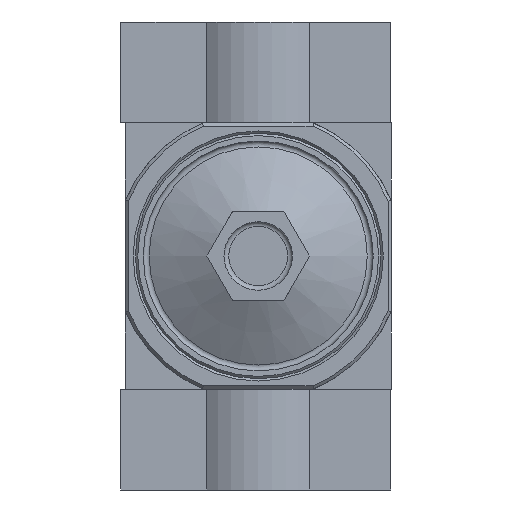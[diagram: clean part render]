
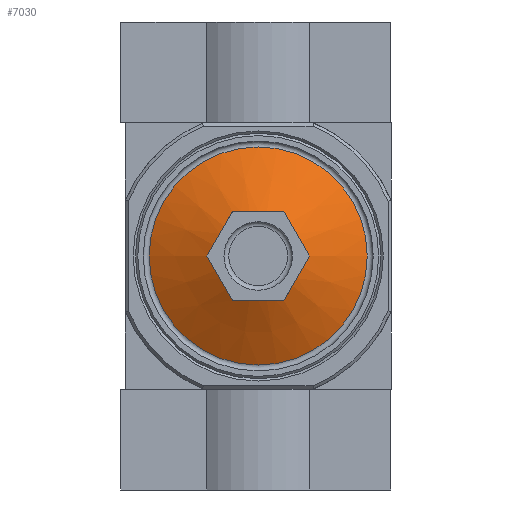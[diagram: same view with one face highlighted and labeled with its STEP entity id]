
A CAD part, front view. The second image highlights one B-rep face of the part: STEP entity #7030.
In plain terms, the highlighted conical face has half-angle 62 degrees and reference radius 27.03 mm.
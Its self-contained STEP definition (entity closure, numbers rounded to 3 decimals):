
#122=CONICAL_SURFACE('',#7518,27.031,1.082);
#252=B_SPLINE_CURVE_WITH_KNOTS('',3,(#10619,#10620,#10621,#10622,#10623,
#10624),.UNSPECIFIED.,.F.,.F.,(4,1,1,4),(0.,0.006,
0.01,0.013),.UNSPECIFIED.);
#253=B_SPLINE_CURVE_WITH_KNOTS('',3,(#10627,#10628,#10629,#10630,#10631,
#10632),.UNSPECIFIED.,.F.,.F.,(4,1,1,4),(0.016,0.023,
0.026,0.029),.UNSPECIFIED.);
#254=B_SPLINE_CURVE_WITH_KNOTS('',3,(#10634,#10635,#10636,#10637,#10638,
#10639),.UNSPECIFIED.,.F.,.F.,(4,1,1,4),(0.,0.006,
0.01,0.013),.UNSPECIFIED.);
#255=B_SPLINE_CURVE_WITH_KNOTS('',3,(#10641,#10642,#10643,#10644,#10645,
#10646),.UNSPECIFIED.,.F.,.F.,(4,1,1,4),(0.,0.006,
0.01,0.013),.UNSPECIFIED.);
#256=B_SPLINE_CURVE_WITH_KNOTS('',3,(#10648,#10649,#10650,#10651,#10652,
#10653),.UNSPECIFIED.,.F.,.F.,(4,1,1,4),(0.016,0.023,
0.026,0.029),.UNSPECIFIED.);
#257=B_SPLINE_CURVE_WITH_KNOTS('',3,(#10655,#10656,#10657,#10658,#10659,
#10660),.UNSPECIFIED.,.F.,.F.,(4,1,1,4),(0.,0.006,
0.01,0.013),.UNSPECIFIED.);
#1486=ORIENTED_EDGE('',*,*,#2928,.F.);
#1487=ORIENTED_EDGE('',*,*,#2929,.F.);
#1488=ORIENTED_EDGE('',*,*,#2930,.F.);
#1489=ORIENTED_EDGE('',*,*,#2931,.F.);
#1490=ORIENTED_EDGE('',*,*,#2932,.F.);
#1491=ORIENTED_EDGE('',*,*,#2933,.F.);
#1492=ORIENTED_EDGE('',*,*,#2934,.T.);
#2928=EDGE_CURVE('',#3624,#3625,#252,.T.);
#2929=EDGE_CURVE('',#3626,#3624,#253,.T.);
#2930=EDGE_CURVE('',#3627,#3626,#254,.T.);
#2931=EDGE_CURVE('',#3628,#3627,#255,.T.);
#2932=EDGE_CURVE('',#3629,#3628,#256,.T.);
#2933=EDGE_CURVE('',#3625,#3629,#257,.T.);
#2934=EDGE_CURVE('',#3630,#3630,#4094,.T.);
#3624=VERTEX_POINT('',#10625);
#3625=VERTEX_POINT('',#10626);
#3626=VERTEX_POINT('',#10633);
#3627=VERTEX_POINT('',#10640);
#3628=VERTEX_POINT('',#10647);
#3629=VERTEX_POINT('',#10654);
#3630=VERTEX_POINT('',#10662);
#4094=CIRCLE('',#7519,27.031);
#4391=EDGE_LOOP('',(#1486,#1487,#1488,#1489,#1490,#1491));
#4392=EDGE_LOOP('',(#1492));
#4906=FACE_BOUND('',#4391,.T.);
#4907=FACE_BOUND('',#4392,.T.);
#7030=ADVANCED_FACE('',(#4906,#4907),#122,.T.);
#7518=AXIS2_PLACEMENT_3D('',#10618,#8507,#8508);
#7519=AXIS2_PLACEMENT_3D('',#10661,#8509,#8510);
#8507=DIRECTION('',(0.,1.,0.));
#8508=DIRECTION('',(0.,0.,1.));
#8509=DIRECTION('',(0.,-1.,0.));
#8510=DIRECTION('',(0.,0.,-1.));
#10618=CARTESIAN_POINT('',(0.,-28.876,0.));
#10619=CARTESIAN_POINT('',(11.,-36.495,6.351));
#10620=CARTESIAN_POINT('',(9.198,-37.048,7.391));
#10621=CARTESIAN_POINT('',(6.446,-37.574,8.98));
#10622=CARTESIAN_POINT('',(2.713,-37.228,11.135));
#10623=CARTESIAN_POINT('',(0.902,-36.772,12.181));
#10624=CARTESIAN_POINT('',(0.,-36.495,12.702));
#10625=CARTESIAN_POINT('',(11.,-36.495,6.351));
#10626=CARTESIAN_POINT('',(0.,-36.495,12.702));
#10627=CARTESIAN_POINT('',(11.,-36.495,-6.351));
#10628=CARTESIAN_POINT('',(11.,-37.046,-4.278));
#10629=CARTESIAN_POINT('',(11.,-37.574,-1.115));
#10630=CARTESIAN_POINT('',(11.,-37.227,3.23));
#10631=CARTESIAN_POINT('',(11.,-36.771,5.315));
#10632=CARTESIAN_POINT('',(11.,-36.495,6.351));
#10633=CARTESIAN_POINT('',(11.,-36.495,-6.351));
#10634=CARTESIAN_POINT('',(0.,-36.495,-12.702));
#10635=CARTESIAN_POINT('',(1.802,-37.048,-11.662));
#10636=CARTESIAN_POINT('',(4.554,-37.574,-10.073));
#10637=CARTESIAN_POINT('',(8.287,-37.228,-7.917));
#10638=CARTESIAN_POINT('',(10.098,-36.772,-6.871));
#10639=CARTESIAN_POINT('',(11.,-36.495,-6.351));
#10640=CARTESIAN_POINT('',(0.,-36.495,-12.702));
#10641=CARTESIAN_POINT('',(-11.,-36.495,-6.351));
#10642=CARTESIAN_POINT('',(-9.198,-37.048,-7.391));
#10643=CARTESIAN_POINT('',(-6.446,-37.574,-8.98));
#10644=CARTESIAN_POINT('',(-2.713,-37.228,-11.135));
#10645=CARTESIAN_POINT('',(-0.902,-36.772,-12.181));
#10646=CARTESIAN_POINT('',(0.,-36.495,-12.702));
#10647=CARTESIAN_POINT('',(-11.,-36.495,-6.351));
#10648=CARTESIAN_POINT('',(-11.,-36.495,6.351));
#10649=CARTESIAN_POINT('',(-11.,-37.046,4.278));
#10650=CARTESIAN_POINT('',(-11.,-37.574,1.115));
#10651=CARTESIAN_POINT('',(-11.,-37.227,-3.23));
#10652=CARTESIAN_POINT('',(-11.,-36.771,-5.315));
#10653=CARTESIAN_POINT('',(-11.,-36.495,-6.351));
#10654=CARTESIAN_POINT('',(-11.,-36.495,6.351));
#10655=CARTESIAN_POINT('',(0.,-36.495,12.702));
#10656=CARTESIAN_POINT('',(-1.802,-37.048,11.662));
#10657=CARTESIAN_POINT('',(-4.554,-37.574,10.073));
#10658=CARTESIAN_POINT('',(-8.287,-37.228,7.917));
#10659=CARTESIAN_POINT('',(-10.098,-36.772,6.871));
#10660=CARTESIAN_POINT('',(-11.,-36.495,6.351));
#10661=CARTESIAN_POINT('',(0.,-28.876,0.));
#10662=CARTESIAN_POINT('',(0.,-28.876,-27.031));
